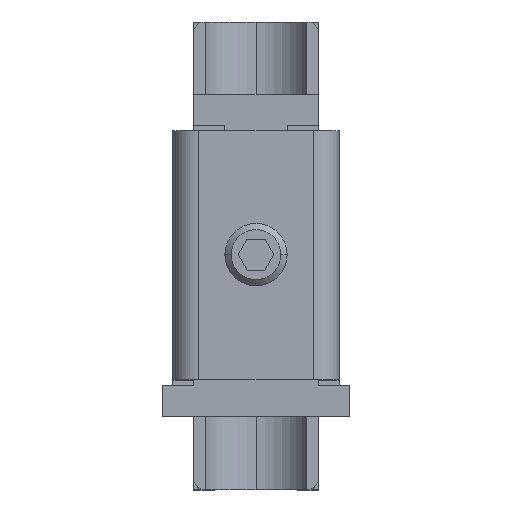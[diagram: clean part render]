
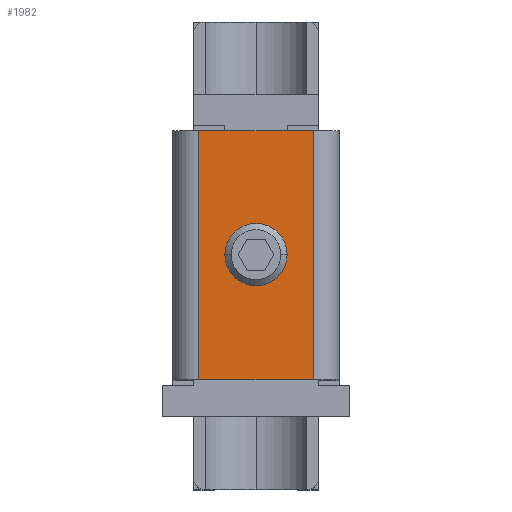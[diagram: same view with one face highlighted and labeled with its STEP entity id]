
A CAD part, top view. The second image highlights one B-rep face of the part: STEP entity #1982.
In plain terms, the highlighted planar face has unit normal (0, 0, 1).
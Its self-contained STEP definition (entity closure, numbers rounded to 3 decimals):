
#1982=ADVANCED_FACE('',(#3869),#3870,.T.);
#3869=FACE_OUTER_BOUND('',#5706,.T.);
#3870=PLANE('',#5707);
#5706=EDGE_LOOP('',(#11331,#11332,#11333,#11334));
#5707=AXIS2_PLACEMENT_3D('',#11335,#11336,#11337);
#11331=ORIENTED_EDGE('',*,*,#13608,.T.);
#11332=ORIENTED_EDGE('',*,*,#13609,.F.);
#11333=ORIENTED_EDGE('',*,*,#13610,.T.);
#11334=ORIENTED_EDGE('',*,*,#13605,.T.);
#11335=CARTESIAN_POINT('',(0.0,12.0,72.5));
#11336=DIRECTION('',(0.0,0.0,1.0));
#11337=DIRECTION('',(-1.0,0.0,0.0));
#13605=EDGE_CURVE('',#16915,#16913,#16916,.T.);
#13608=EDGE_CURVE('',#16913,#16919,#16920,.T.);
#13609=EDGE_CURVE('',#16921,#16919,#16922,.T.);
#13610=EDGE_CURVE('',#16921,#16915,#16923,.T.);
#16913=VERTEX_POINT('',#24744);
#16915=VERTEX_POINT('',#24746);
#16916=LINE('',#24747,#24748);
#16919=VERTEX_POINT('',#24751);
#16920=LINE('',#24752,#24753);
#16921=VERTEX_POINT('',#24754);
#16922=LINE('',#24755,#24756);
#16923=LINE('',#24757,#24758);
#24744=CARTESIAN_POINT('',(-5.5,-12.0,72.5));
#24746=CARTESIAN_POINT('',(-5.5,12.0,72.5));
#24747=CARTESIAN_POINT('',(-5.5,12.0,72.5));
#24748=VECTOR('',#27326,1.0);
#24751=CARTESIAN_POINT('',(5.5,-12.0,72.5));
#24752=CARTESIAN_POINT('',(5.5,-12.0,72.5));
#24753=VECTOR('',#27330,1.0);
#24754=CARTESIAN_POINT('',(5.5,12.0,72.5));
#24755=CARTESIAN_POINT('',(5.5,12.0,72.5));
#24756=VECTOR('',#27331,1.0);
#24757=CARTESIAN_POINT('',(5.5,12.0,72.5));
#24758=VECTOR('',#27332,1.0);
#27326=DIRECTION('',(0.0,-1.0,0.0));
#27330=DIRECTION('',(1.0,0.0,0.0));
#27331=DIRECTION('',(0.0,-1.0,0.0));
#27332=DIRECTION('',(-1.0,0.0,0.0));
